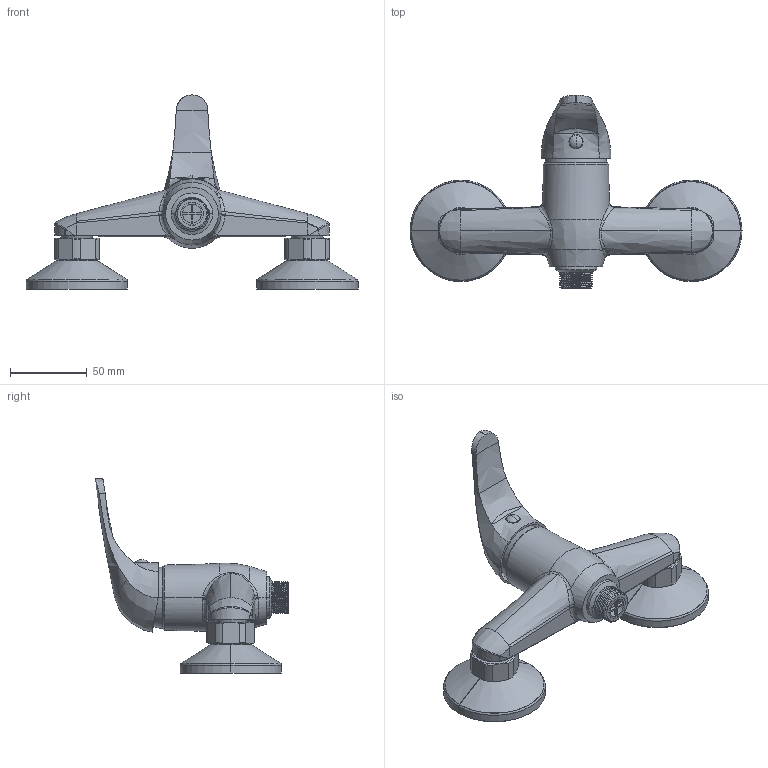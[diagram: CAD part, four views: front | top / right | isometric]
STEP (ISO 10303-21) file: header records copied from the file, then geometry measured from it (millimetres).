
FILE_DESCRIPTION((''),'2;1');
FILE_NAME('APM3168CR','2021-11-03T14:47:09',('ut3'),('PAFFONI SpA'),'CREO PARAMETRIC BY PTC INC, 2020044','CREO PARAMETRIC BY PTC INC, 2020044','');
FILE_SCHEMA(('CONFIG_CONTROL_DESIGN','SHAPE_APPEARANCE_LAYERS_GROUPS'));
Length unit declared in the file: millimetre
Products named in the file (1): APM3168CR
Bounding box: 216 x 126 x 126.25 mm (x, y, z)
Volume: 133615.7 mm3; surface area: 107770.4 mm2
Topology: 3 solids, 3 shells, 1478 faces, 3954 edges, 2498 vertices
Faces by surface type: plane 707, cylinder 374, bspline 158, torus 126, cone 94, sphere 19
Entity records: 66741 total; most frequent: CARTESIAN_POINT 20538, ORIENTED_EDGE 7882, DIRECTION 6970, EDGE_CURVE 3941, AXIS2_PLACEMENT_3D 2557, VERTEX_POINT 2498, VECTOR 1856, LINE 1856
